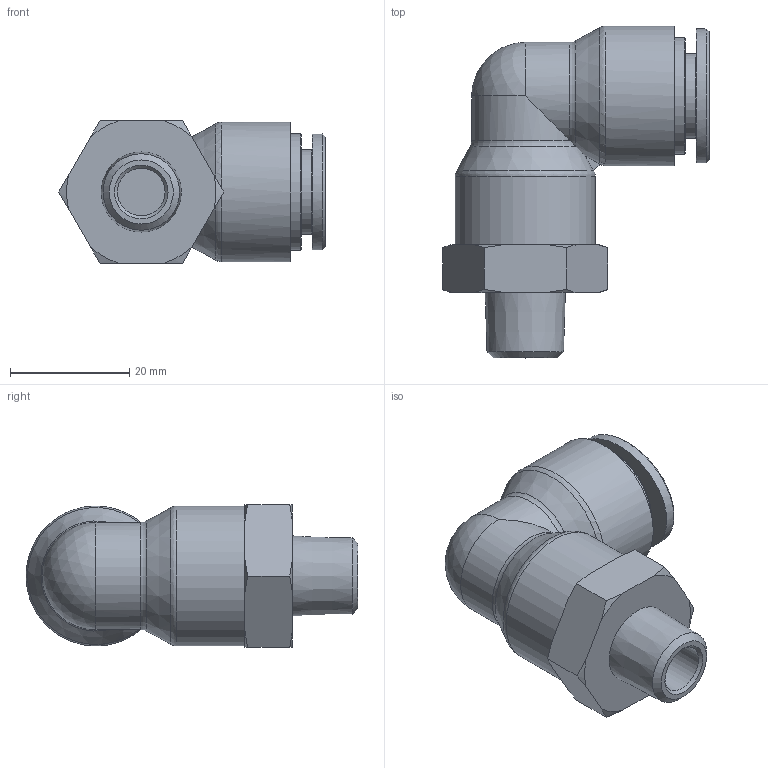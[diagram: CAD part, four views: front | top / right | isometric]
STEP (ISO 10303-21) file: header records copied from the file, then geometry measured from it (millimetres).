
FILE_DESCRIPTION((''),'2;1');
FILE_NAME('HR-PL 1202.stp','2020-03-19T08:34:47',('user'),(''),'Autodesk Inventor 2013','Autodesk Inventor 2013','');
FILE_SCHEMA(('AUTOMOTIVE_DESIGN { 1 0 10303 214 1 1 1 1 }'));
Length unit declared in the file: millimetre
Products named in the file (6): 조립품5; HR-PUL 12 BODY; HR-COLLAR 12; HR-Collar 12L(SUS); HR-SLEEVE 12; HR-PL BODY 1202
Assembly tree (5 placements, depth 3):
  조립품5
    HR-PUL 12 BODY
    HR-COLLAR 12
      HR-Collar 12L(SUS)
      HR-SLEEVE 12
    HR-PL BODY 1202
Bounding box: 44.76 x 55.75 x 24 mm (x, y, z)
Volume: 19221.3 mm3; surface area: 9257.9 mm2
Topology: 4 solids, 4 shells, 160 faces, 405 edges, 267 vertices
Faces by surface type: plane 84, bspline 40, cone 21, cylinder 10, torus 4, sphere 1
Full cylindrical faces by diameter (mm): 8 x1, 12.18 x1, 12.2 x2, 14.2 x1, 19.6 x1, 23.5 x2
Entity records: 5156 total; most frequent: CARTESIAN_POINT 1539, ORIENTED_EDGE 768, DIRECTION 580, EDGE_CURVE 384, VERTEX_POINT 264, VECTOR 218, LINE 218, EDGE_LOOP 198
